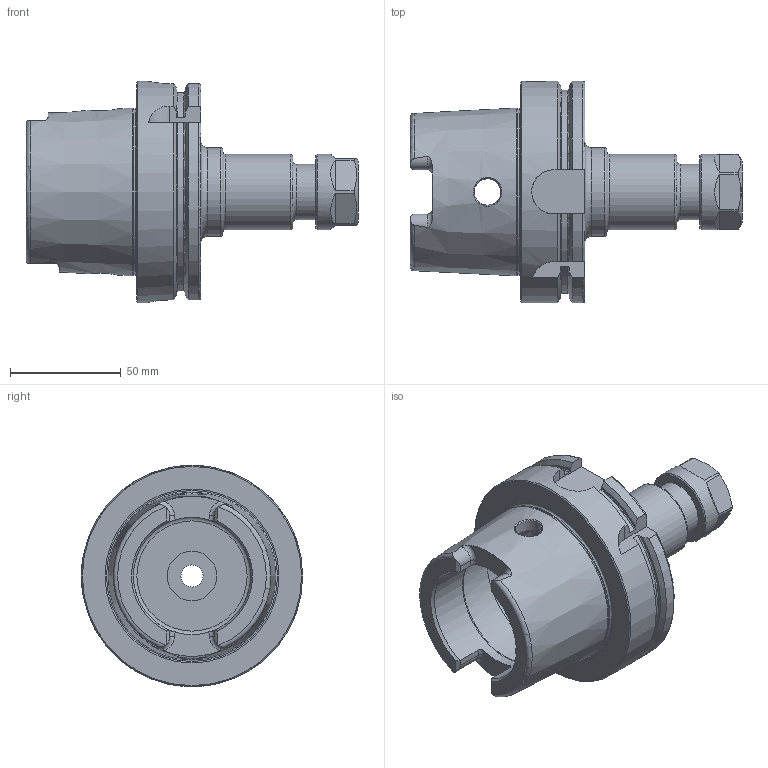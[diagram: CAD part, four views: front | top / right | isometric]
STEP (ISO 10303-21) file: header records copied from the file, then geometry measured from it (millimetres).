
FILE_DESCRIPTION(/* description */ (''),/* implementation_level */ '2;1');
FILE_NAME(/* name */ 'BR012.stp',/* time_stamp */ '2021-02-26T10:29:08+09:00',/* author */ ('eos'),/* organization */ (''),/* preprocessor_version */ 'ST-DEVELOPER v18.1',/* originating_system */ 'Autodesk Inventor 2020',/* authorisation */ '');
FILE_SCHEMA (('AUTOMOTIVE_DESIGN { 1 0 10303 214 3 1 1 }'));
Length unit declared in the file: millimetre
Products named in the file (3): HSK100A-ER20-3.94; HSK63A; ER20NUT
Assembly tree (2 placements, depth 2):
  HSK100A-ER20-3.94
    HSK63A
    ER20NUT
Bounding box: 150 x 100 x 100 mm (x, y, z)
Volume: 303083.7 mm3; surface area: 63124.1 mm2
Topology: 2 solids, 3 shells, 153 faces, 442 edges, 304 vertices
Faces by surface type: plane 58, cylinder 43, torus 30, cone 20, bspline 2
Full cylindrical faces by diameter (mm): 10 x2, 12 x2, 12.573 x1, 14.9 x1, 16 x1, 18.4 x1, 21.76 x1, 22.376 x1, 23.5 x1, 25 x3, 25.5 x1, 34 x2, 40 x1, 53 x2, 63 x1, 75.415 x1, 100 x1
Entity records: 6057 total; most frequent: CARTESIAN_POINT 1800, DIRECTION 914, ORIENTED_EDGE 885, EDGE_CURVE 444, AXIS2_PLACEMENT_3D 389, VERTEX_POINT 306, CIRCLE 218, EDGE_LOOP 172
